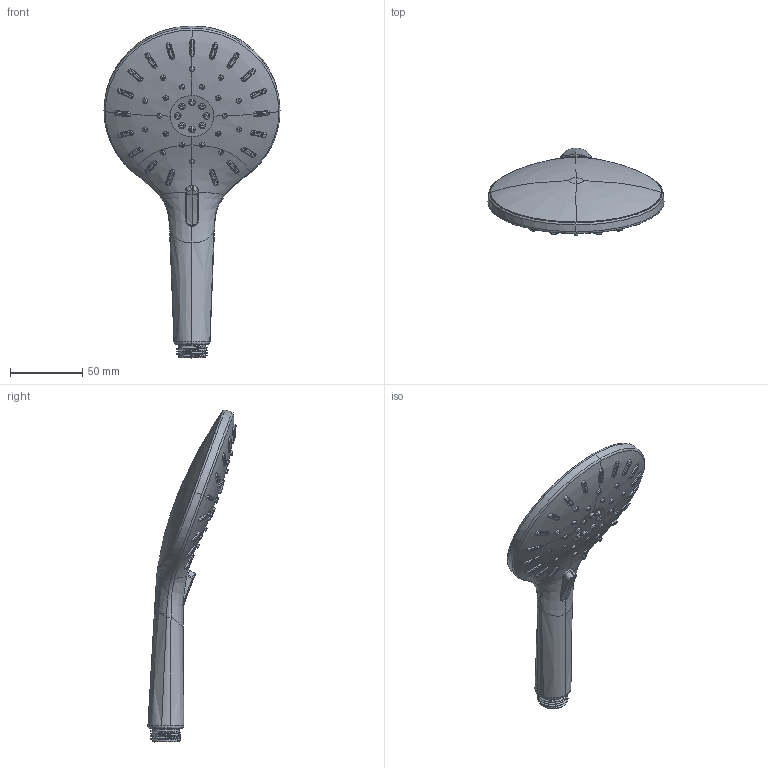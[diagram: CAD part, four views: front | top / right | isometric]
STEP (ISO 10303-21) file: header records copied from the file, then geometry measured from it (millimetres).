
FILE_DESCRIPTION(/* description */ (''),/* implementation_level */ '2;1');
FILE_NAME(/* name */ 'STEP - A5B809E..A_A5B809E..A',/* time_stamp */ '2024-10-23T14:03:48+11:00',/* author */ (''),/* organization */ (''),/* preprocessor_version */ 'ST-DEVELOPER v16.5',/* originating_system */ 'Rhino 7.37',/* authorisation */ '');
FILE_SCHEMA (('CONFIG_CONTROL_DESIGN'));
Products named in the file (1): Document
Bounding box: 121.9 x 61.08 x 229.9 mm (x, y, z)
Volume: 81900.1 mm3; surface area: 76670 mm2
Topology: 57 solids, 57 shells, 2226 faces, 5516 edges, 3462 vertices
Faces by surface type: bspline 1417, plane 492, cylinder 317
Entity records: 144381 total; most frequent: CARTESIAN_POINT 102535, ORIENTED_EDGE 11028, EDGE_CURVE 5514, B_SPLINE_CURVE_WITH_KNOTS 4599, VERTEX_POINT 3461, EDGE_LOOP 2519, ADVANCED_FACE 2225, FACE_OUTER_BOUND 2225
